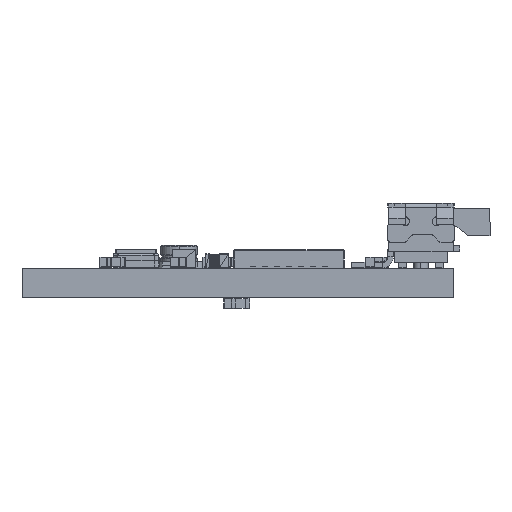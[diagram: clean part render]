
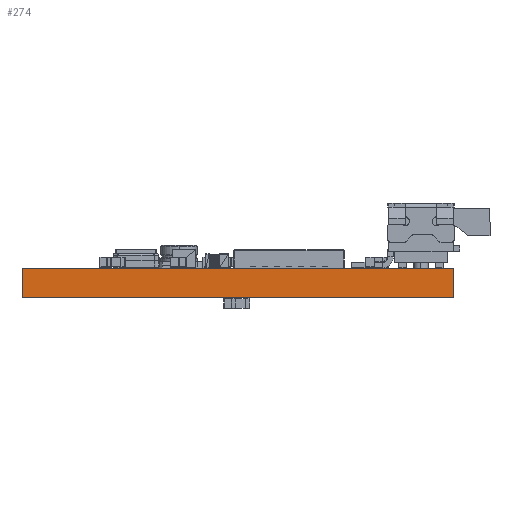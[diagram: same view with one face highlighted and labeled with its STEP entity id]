
A CAD part, left-side view. The second image highlights one B-rep face of the part: STEP entity #274.
In plain terms, the highlighted planar face has unit normal (-1, 0, 0).
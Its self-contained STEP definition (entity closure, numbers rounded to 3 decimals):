
#176 = EDGE_CURVE('',#177,#179,#181,.T.);
#177 = VERTEX_POINT('',#178);
#178 = CARTESIAN_POINT('',(0.,0.,0.));
#179 = VERTEX_POINT('',#180);
#180 = CARTESIAN_POINT('',(0.,0.,-1.59));
#181 = LINE('',#182,#183);
#182 = CARTESIAN_POINT('',(0.,0.,0.));
#183 = VECTOR('',#184,1.);
#184 = DIRECTION('',(0.,0.,-1.));
#249 = VERTEX_POINT('',#250);
#250 = CARTESIAN_POINT('',(0.,23.4,-1.59));
#256 = EDGE_CURVE('',#257,#249,#259,.T.);
#257 = VERTEX_POINT('',#258);
#258 = CARTESIAN_POINT('',(0.,23.4,0.));
#259 = LINE('',#260,#261);
#260 = CARTESIAN_POINT('',(0.,23.4,0.));
#261 = VECTOR('',#262,1.);
#262 = DIRECTION('',(0.,0.,-1.));
#274 = ADVANCED_FACE('',(#275),#291,.T.);
#275 = FACE_BOUND('',#276,.T.);
#276 = EDGE_LOOP('',(#277,#278,#284,#285));
#277 = ORIENTED_EDGE('',*,*,#256,.T.);
#278 = ORIENTED_EDGE('',*,*,#279,.T.);
#279 = EDGE_CURVE('',#249,#179,#280,.T.);
#280 = LINE('',#281,#282);
#281 = CARTESIAN_POINT('',(0.,23.4,-1.59));
#282 = VECTOR('',#283,1.);
#283 = DIRECTION('',(0.,-1.,0.));
#284 = ORIENTED_EDGE('',*,*,#176,.F.);
#285 = ORIENTED_EDGE('',*,*,#286,.F.);
#286 = EDGE_CURVE('',#257,#177,#287,.T.);
#287 = LINE('',#288,#289);
#288 = CARTESIAN_POINT('',(0.,23.4,0.));
#289 = VECTOR('',#290,1.);
#290 = DIRECTION('',(0.,-1.,0.));
#291 = PLANE('',#292);
#292 = AXIS2_PLACEMENT_3D('',#293,#294,#295);
#293 = CARTESIAN_POINT('',(0.,23.4,0.));
#294 = DIRECTION('',(-1.,0.,0.));
#295 = DIRECTION('',(0.,-1.,0.));
